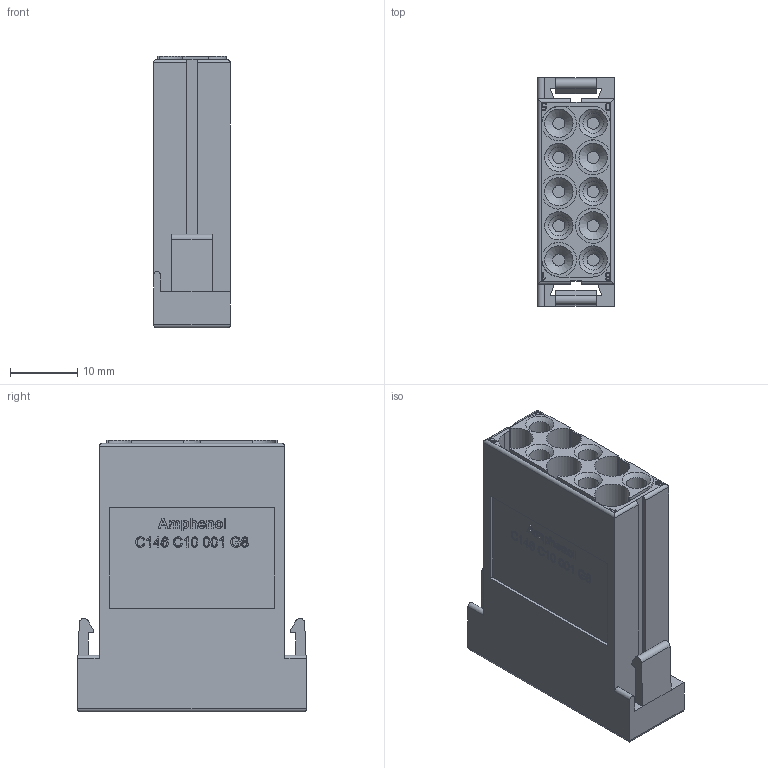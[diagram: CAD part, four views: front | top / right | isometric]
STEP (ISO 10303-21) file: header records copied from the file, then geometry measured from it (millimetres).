
FILE_DESCRIPTION(/* description */ (''),/* implementation_level */ '2;1');
FILE_NAME(/* name */ 'C146 B10 001 e8.stp',/* time_stamp */ '2017-11-23T14:50:29+01:00',/* author */ (''),/* organization */ (''),/* preprocessor_version */ 'ST-DEVELOPER v16',/* originating_system */ 'SIEMENS PLM Software NX 11.0',/* authorisation */ '');
FILE_SCHEMA (('AP203_CONFIGURATION_CONTROLLED_3D_DESIGN_OF_MECHANICAL_PARTS_AND_ASSEMBLIES_MIM_LF { 1 0 10303 403 2 1 2}'));
Length unit declared in the file: millimetre
Products named in the file (1): 13245nxs001-01
Bounding box: 11.4 x 34 x 40.4 mm (x, y, z)
Volume: 12031.8 mm3; surface area: 5260.1 mm2
Topology: 1 solids, 1 shells, 409 faces, 996 edges, 653 vertices
Faces by surface type: plane 247, extrusion 99, cylinder 48, cone 15
Full cylindrical faces by diameter (mm): 1.8 x10, 3 x5, 4.5 x10
Entity records: 15277 total; most frequent: CARTESIAN_POINT 5070, ORIENTED_EDGE 1894, DIRECTION 1568, EDGE_CURVE 947, VECTOR 750, LINE 651, VERTEX_POINT 644, EDGE_LOOP 517
